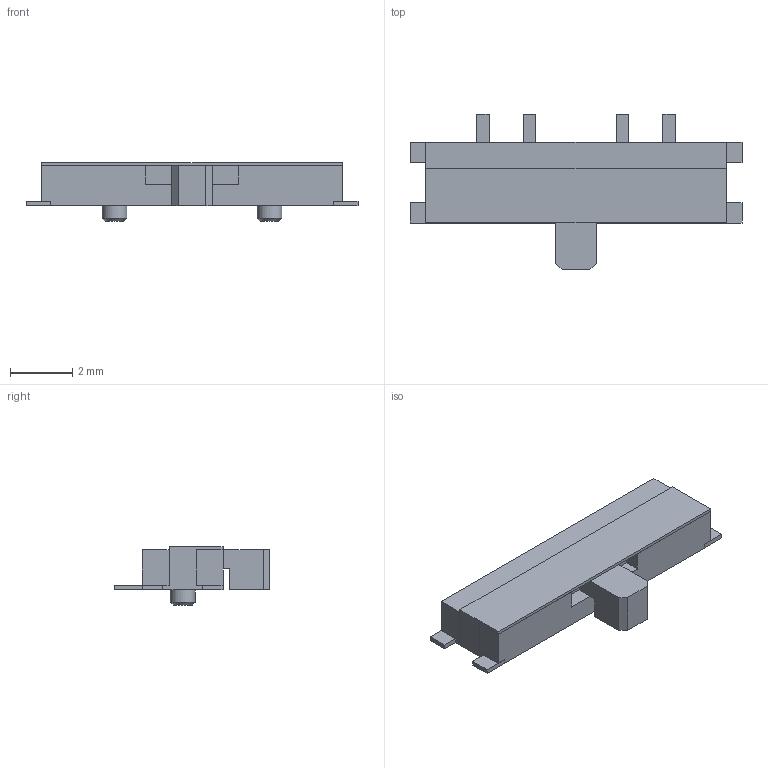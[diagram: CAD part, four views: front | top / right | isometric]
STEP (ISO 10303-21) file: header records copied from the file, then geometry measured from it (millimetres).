
FILE_DESCRIPTION(/* description */ (''),/* implementation_level */ '2;1');
FILE_NAME(/* name */ 'SW_C&K_PCM13SMTR.stp',/* time_stamp */ '2016-05-23T14:48:02+02:00',/* author */ ('riccim'),/* organization */ ('SolidWorks'),/* preprocessor_version */ 'ST-DEVELOPER v15.5',/* originating_system */ 'AutoCAD Mechanical',/* authorisation */ ' ');
FILE_SCHEMA (('AUTOMOTIVE_DESIGN { 1 0 10303 214 3 1 1 }'));
Length unit declared in the file: millimetre
Products named in the file (1): Product
Bounding box: 10.7 x 5 x 1.9 mm (x, y, z)
Volume: 37.2 mm3; surface area: 153.3 mm2
Topology: 13 solids, 13 shells, 132 faces, 316 edges, 210 vertices
Faces by surface type: plane 128, cone 2, cylinder 2
Full cylindrical faces by diameter (mm): 0.8 x2
Entity records: 3757 total; most frequent: CARTESIAN_POINT 655, ORIENTED_EDGE 624, DIRECTION 584, EDGE_CURVE 312, LINE 306, VECTOR 306, VERTEX_POINT 210, AXIS2_PLACEMENT_3D 139
